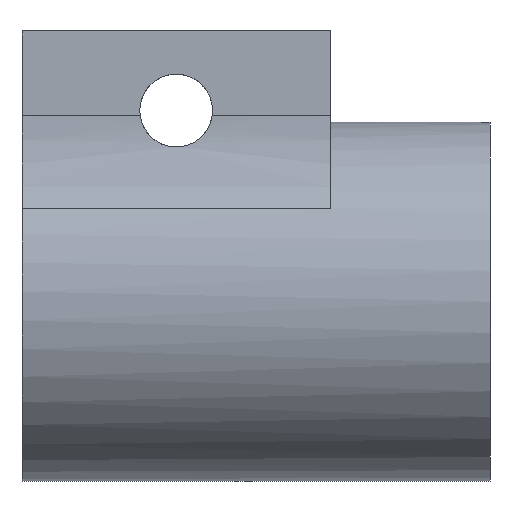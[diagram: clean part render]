
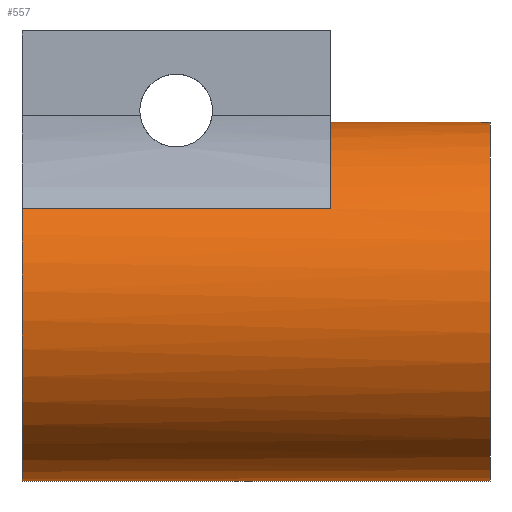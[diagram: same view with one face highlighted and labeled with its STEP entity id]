
A CAD part, left-side view. The second image highlights one B-rep face of the part: STEP entity #557.
In plain terms, the highlighted cylindrical face has radius 6.35 mm (diameter 12.7 mm), a partial arc.
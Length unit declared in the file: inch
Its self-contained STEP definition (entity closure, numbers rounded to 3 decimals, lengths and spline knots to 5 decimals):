
#15 = CARTESIAN_POINT ( 'NONE',  ( 0., 0.2225, 0.25 ) ) ;
#57 = VERTEX_POINT ( 'NONE', #2300 ) ;
#329 = LINE ( 'NONE', #3317, #3608 ) ;
#391 = CIRCLE ( 'NONE', #2673, 0.25 ) ;
#422 = VERTEX_POINT ( 'NONE', #705 ) ;
#557 = ADVANCED_FACE ( 'NONE', ( #2549 ), #2453, .T. ) ;
#584 = DIRECTION ( 'NONE',  ( 0., 1., 0. ) ) ;
#633 = EDGE_CURVE ( 'NONE', #667, #422, #3251, .T. ) ;
#652 = EDGE_CURVE ( 'NONE', #1740, #1551, #3986, .T. ) ;
#660 = DIRECTION ( 'NONE',  ( 0., 1., 0. ) ) ;
#667 = VERTEX_POINT ( 'NONE', #2296 ) ;
#705 = CARTESIAN_POINT ( 'NONE',  ( 0., 0., -0.25 ) ) ;
#942 = EDGE_CURVE ( 'NONE', #1740, #57, #3642, .T. ) ;
#955 = ORIENTED_EDGE ( 'NONE', *, *, #3549, .T. ) ;
#967 = CIRCLE ( 'NONE', #3750, 0.25 ) ;
#1007 = CARTESIAN_POINT ( 'NONE',  ( -0.21375, 0.2225, 0.12966 ) ) ;
#1083 = CARTESIAN_POINT ( 'NONE',  ( 0., 0.6525, 0. ) ) ;
#1095 = DIRECTION ( 'NONE',  ( 0., -1., 0. ) ) ;
#1163 = ORIENTED_EDGE ( 'NONE', *, *, #2303, .F. ) ;
#1169 = CARTESIAN_POINT ( 'NONE',  ( 0., 0.6525, 0. ) ) ;
#1320 = CARTESIAN_POINT ( 'NONE',  ( 0., 0.6525, -0.25 ) ) ;
#1399 = VERTEX_POINT ( 'NONE', #3882 ) ;
#1405 = DIRECTION ( 'NONE',  ( 0., 0., 1. ) ) ;
#1551 = VERTEX_POINT ( 'NONE', #3464 ) ;
#1584 = EDGE_LOOP ( 'NONE', ( #3941, #1163, #3082, #4050, #2498, #3123, #955 ) ) ;
#1586 = VERTEX_POINT ( 'NONE', #15 ) ;
#1654 = CARTESIAN_POINT ( 'NONE',  ( -0.21375, 0.6525, 0.12966 ) ) ;
#1740 = VERTEX_POINT ( 'NONE', #1007 ) ;
#1809 = CARTESIAN_POINT ( 'NONE',  ( 0., 0.2225, 0. ) ) ;
#1961 = CIRCLE ( 'NONE', #3410, 0.25 ) ;
#1977 = DIRECTION ( 'NONE',  ( 0., 1., 0. ) ) ;
#2051 = AXIS2_PLACEMENT_3D ( 'NONE', #1169, #3374, #3388 ) ;
#2120 = DIRECTION ( 'NONE',  ( 0., 0., 1. ) ) ;
#2296 = CARTESIAN_POINT ( 'NONE',  ( 0., 0.6525, -0.25 ) ) ;
#2300 = CARTESIAN_POINT ( 'NONE',  ( -0.0275, 0.2225, 0.24848 ) ) ;
#2303 = EDGE_CURVE ( 'NONE', #57, #1586, #391, .T. ) ;
#2308 = VECTOR ( 'NONE', #3539, 39.37008 ) ;
#2453 = CYLINDRICAL_SURFACE ( 'NONE', #2051, 0.25 ) ;
#2494 = CARTESIAN_POINT ( 'NONE',  ( 0., 0., 0. ) ) ;
#2498 = ORIENTED_EDGE ( 'NONE', *, *, #3844, .F. ) ;
#2549 = FACE_OUTER_BOUND ( 'NONE', #1584, .T. ) ;
#2568 = CARTESIAN_POINT ( 'NONE',  ( 0., 0.2225, 0. ) ) ;
#2673 = AXIS2_PLACEMENT_3D ( 'NONE', #2568, #660, #2893 ) ;
#2811 = DIRECTION ( 'NONE',  ( 0., 0., 1. ) ) ;
#2893 = DIRECTION ( 'NONE',  ( 0., 0., 1. ) ) ;
#3025 = AXIS2_PLACEMENT_3D ( 'NONE', #1809, #4017, #2120 ) ;
#3050 = VECTOR ( 'NONE', #1977, 39.37008 ) ;
#3082 = ORIENTED_EDGE ( 'NONE', *, *, #942, .F. ) ;
#3123 = ORIENTED_EDGE ( 'NONE', *, *, #633, .T. ) ;
#3251 = LINE ( 'NONE', #1320, #2308 ) ;
#3305 = DIRECTION ( 'NONE',  ( 0., 1., 0. ) ) ;
#3317 = CARTESIAN_POINT ( 'NONE',  ( 0., 0.6525, 0.25 ) ) ;
#3336 = EDGE_CURVE ( 'NONE', #1586, #1399, #329, .T. ) ;
#3374 = DIRECTION ( 'NONE',  ( 0., -1., 0. ) ) ;
#3388 = DIRECTION ( 'NONE',  ( 0., 0., -1. ) ) ;
#3410 = AXIS2_PLACEMENT_3D ( 'NONE', #2494, #584, #2811 ) ;
#3464 = CARTESIAN_POINT ( 'NONE',  ( -0.21375, 0.6525, 0.12966 ) ) ;
#3539 = DIRECTION ( 'NONE',  ( 0., -1., 0. ) ) ;
#3549 = EDGE_CURVE ( 'NONE', #422, #1399, #1961, .T. ) ;
#3608 = VECTOR ( 'NONE', #1095, 39.37008 ) ;
#3642 = CIRCLE ( 'NONE', #3025, 0.25 ) ;
#3750 = AXIS2_PLACEMENT_3D ( 'NONE', #1083, #3305, #1405 ) ;
#3844 = EDGE_CURVE ( 'NONE', #667, #1551, #967, .T. ) ;
#3882 = CARTESIAN_POINT ( 'NONE',  ( 0., 0., 0.25 ) ) ;
#3941 = ORIENTED_EDGE ( 'NONE', *, *, #3336, .F. ) ;
#3986 = LINE ( 'NONE', #1654, #3050 ) ;
#4017 = DIRECTION ( 'NONE',  ( 0., 1., 0. ) ) ;
#4050 = ORIENTED_EDGE ( 'NONE', *, *, #652, .T. ) ;
